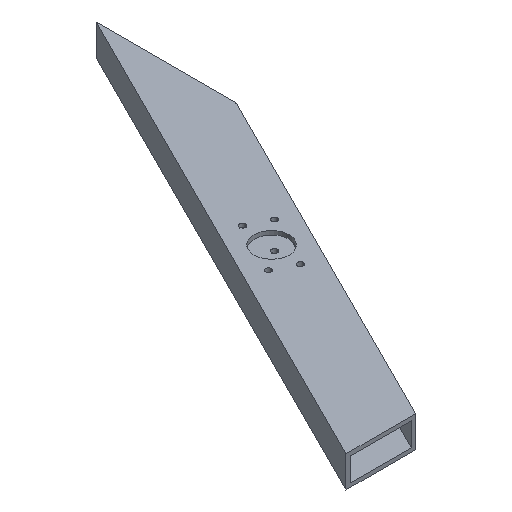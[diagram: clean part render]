
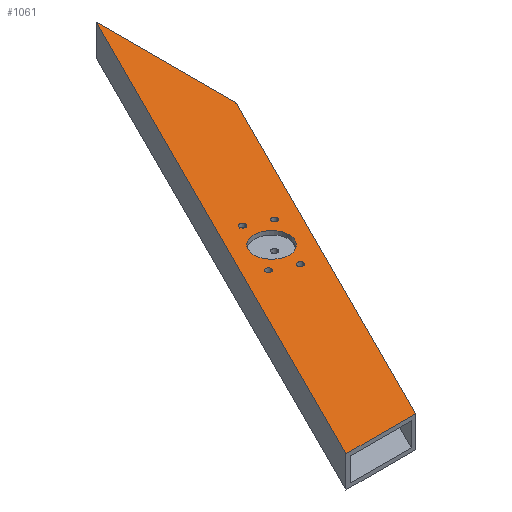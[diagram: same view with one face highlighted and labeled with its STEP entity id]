
A CAD part, isometric view. The second image highlights one B-rep face of the part: STEP entity #1061.
In plain terms, the highlighted planar face has unit normal (0, 0, 1).
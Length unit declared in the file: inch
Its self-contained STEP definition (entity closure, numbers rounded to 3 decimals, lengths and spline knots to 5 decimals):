
#3 = CARTESIAN_POINT ( 'NONE',  ( 2.23607, 0., 1. ) ) ;
#8 = VERTEX_POINT ( 'NONE', #841 ) ;
#23 = CIRCLE ( 'NONE', #87, 0.09375 ) ;
#28 = DIRECTION ( 'NONE',  ( 1., 0., 0. ) ) ;
#49 = DIRECTION ( 'NONE',  ( 0., 0., 1. ) ) ;
#51 = DIRECTION ( 'NONE',  ( 1., 0., 0. ) ) ;
#80 = EDGE_CURVE ( 'NONE', #489, #268, #399, .T. ) ;
#85 = AXIS2_PLACEMENT_3D ( 'NONE', #261, #1001, #28 ) ;
#87 = AXIS2_PLACEMENT_3D ( 'NONE', #394, #109, #202 ) ;
#92 = DIRECTION ( 'NONE',  ( 0., 0., 1. ) ) ;
#101 = AXIS2_PLACEMENT_3D ( 'NONE', #943, #872, #134 ) ;
#109 = DIRECTION ( 'NONE',  ( 0., 0., 1. ) ) ;
#112 = EDGE_CURVE ( 'NONE', #458, #819, #347, .T. ) ;
#115 = PLANE ( 'NONE',  #311 ) ;
#125 = CARTESIAN_POINT ( 'NONE',  ( 0., 0., 1. ) ) ;
#134 = DIRECTION ( 'NONE',  ( 1., 0., 0. ) ) ;
#157 = EDGE_CURVE ( 'NONE', #342, #965, #573, .T. ) ;
#161 = VERTEX_POINT ( 'NONE', #206 ) ;
#170 = EDGE_LOOP ( 'NONE', ( #637, #308 ) ) ;
#181 = CARTESIAN_POINT ( 'NONE',  ( 4.59517, 7.99748, 1. ) ) ;
#191 = DIRECTION ( 'NONE',  ( 0., 0., 1. ) ) ;
#192 = EDGE_LOOP ( 'NONE', ( #395, #752 ) ) ;
#195 = EDGE_LOOP ( 'NONE', ( #849, #988 ) ) ;
#202 = DIRECTION ( 'NONE',  ( 1., 0., 0. ) ) ;
#203 = FACE_BOUND ( 'NONE', #170, .T. ) ;
#206 = CARTESIAN_POINT ( 'NONE',  ( 3.76883, 6.3448, 1. ) ) ;
#211 = EDGE_CURVE ( 'NONE', #672, #588, #381, .T. ) ;
#227 = CARTESIAN_POINT ( 'NONE',  ( 5.18153, 7., 1. ) ) ;
#243 = ORIENTED_EDGE ( 'NONE', *, *, #645, .F. ) ;
#258 = CARTESIAN_POINT ( 'NONE',  ( 4.05453, 7., 1. ) ) ;
#260 = CARTESIAN_POINT ( 'NONE',  ( 5.27974, 7.6552, 1. ) ) ;
#261 = CARTESIAN_POINT ( 'NONE',  ( 3.86258, 6.3448, 1. ) ) ;
#268 = VERTEX_POINT ( 'NONE', #982 ) ;
#269 = VECTOR ( 'NONE', #294, 39.37008 ) ;
#277 = CARTESIAN_POINT ( 'NONE',  ( 8., 11.52786, 1. ) ) ;
#278 = VERTEX_POINT ( 'NONE', #899 ) ;
#282 = FACE_BOUND ( 'NONE', #1053, .T. ) ;
#294 = DIRECTION ( 'NONE',  ( -0.447, -0.894, 0. ) ) ;
#303 = ORIENTED_EDGE ( 'NONE', *, *, #457, .T. ) ;
#308 = ORIENTED_EDGE ( 'NONE', *, *, #464, .F. ) ;
#311 = AXIS2_PLACEMENT_3D ( 'NONE', #634, #791, #51 ) ;
#342 = VERTEX_POINT ( 'NONE', #718 ) ;
#344 = CARTESIAN_POINT ( 'NONE',  ( 2.23607, 0., 1. ) ) ;
#347 = CIRCLE ( 'NONE', #510, 0.09375 ) ;
#356 = DIRECTION ( 'NONE',  ( 0., 0., 1. ) ) ;
#361 = DIRECTION ( 'NONE',  ( 0., 0., 1. ) ) ;
#367 = CARTESIAN_POINT ( 'NONE',  ( 0., 0., 1. ) ) ;
#381 = LINE ( 'NONE', #125, #269 ) ;
#383 = VECTOR ( 'NONE', #470, 39.37008 ) ;
#384 = CARTESIAN_POINT ( 'NONE',  ( 4.61803, 7., 1. ) ) ;
#390 = EDGE_CURVE ( 'NONE', #161, #278, #762, .T. ) ;
#394 = CARTESIAN_POINT ( 'NONE',  ( 4.54714, 6.00252, 1. ) ) ;
#395 = ORIENTED_EDGE ( 'NONE', *, *, #717, .F. ) ;
#399 = CIRCLE ( 'NONE', #997, 0.09375 ) ;
#407 = VERTEX_POINT ( 'NONE', #258 ) ;
#423 = CIRCLE ( 'NONE', #951, 0.09375 ) ;
#433 = CARTESIAN_POINT ( 'NONE',  ( 4.54714, 6.00252, 1. ) ) ;
#445 = DIRECTION ( 'NONE',  ( 1., 0., 0. ) ) ;
#454 = DIRECTION ( 'NONE',  ( 0., 0., 1. ) ) ;
#455 = DIRECTION ( 'NONE',  ( 0.447, 0.894, 0. ) ) ;
#457 = EDGE_CURVE ( 'NONE', #588, #490, #1011, .T. ) ;
#458 = VERTEX_POINT ( 'NONE', #181 ) ;
#460 = FACE_BOUND ( 'NONE', #195, .T. ) ;
#464 = EDGE_CURVE ( 'NONE', #965, #342, #1051, .T. ) ;
#470 = DIRECTION ( 'NONE',  ( 0., 1., 0. ) ) ;
#489 = VERTEX_POINT ( 'NONE', #933 ) ;
#490 = VERTEX_POINT ( 'NONE', #3 ) ;
#494 = CIRCLE ( 'NONE', #628, 0.09375 ) ;
#510 = AXIS2_PLACEMENT_3D ( 'NONE', #690, #92, #1003 ) ;
#528 = CIRCLE ( 'NONE', #578, 0.5635 ) ;
#547 = FACE_BOUND ( 'NONE', #192, .T. ) ;
#565 = EDGE_CURVE ( 'NONE', #8, #672, #692, .T. ) ;
#573 = CIRCLE ( 'NONE', #101, 0.09375 ) ;
#575 = ORIENTED_EDGE ( 'NONE', *, *, #605, .F. ) ;
#578 = AXIS2_PLACEMENT_3D ( 'NONE', #840, #356, #950 ) ;
#587 = ORIENTED_EDGE ( 'NONE', *, *, #565, .T. ) ;
#588 = VERTEX_POINT ( 'NONE', #367 ) ;
#602 = DIRECTION ( 'NONE',  ( 0., 0., 1. ) ) ;
#605 = EDGE_CURVE ( 'NONE', #946, #407, #917, .T. ) ;
#628 = AXIS2_PLACEMENT_3D ( 'NONE', #1036, #49, #445 ) ;
#634 = CARTESIAN_POINT ( 'NONE',  ( 0., 0., 1. ) ) ;
#635 = CARTESIAN_POINT ( 'NONE',  ( 8., 16., 1. ) ) ;
#637 = ORIENTED_EDGE ( 'NONE', *, *, #157, .F. ) ;
#639 = CARTESIAN_POINT ( 'NONE',  ( 4.68892, 7.99748, 1. ) ) ;
#645 = EDGE_CURVE ( 'NONE', #407, #946, #528, .T. ) ;
#657 = VECTOR ( 'NONE', #684, 39.37008 ) ;
#672 = VERTEX_POINT ( 'NONE', #1029 ) ;
#682 = EDGE_CURVE ( 'NONE', #819, #458, #423, .T. ) ;
#684 = DIRECTION ( 'NONE',  ( 1., 0., 0. ) ) ;
#690 = CARTESIAN_POINT ( 'NONE',  ( 4.68892, 7.99748, 1. ) ) ;
#692 = LINE ( 'NONE', #635, #383 ) ;
#717 = EDGE_CURVE ( 'NONE', #268, #489, #23, .T. ) ;
#718 = CARTESIAN_POINT ( 'NONE',  ( 5.46724, 7.6552, 1. ) ) ;
#734 = EDGE_CURVE ( 'NONE', #278, #161, #494, .T. ) ;
#745 = AXIS2_PLACEMENT_3D ( 'NONE', #384, #191, #1037 ) ;
#752 = ORIENTED_EDGE ( 'NONE', *, *, #80, .F. ) ;
#762 = CIRCLE ( 'NONE', #85, 0.09375 ) ;
#768 = EDGE_LOOP ( 'NONE', ( #303, #1000, #587, #855 ) ) ;
#782 = FACE_OUTER_BOUND ( 'NONE', #768, .T. ) ;
#789 = DIRECTION ( 'NONE',  ( 1., 0., 0. ) ) ;
#791 = DIRECTION ( 'NONE',  ( 0., 0., 1. ) ) ;
#800 = FACE_BOUND ( 'NONE', #823, .T. ) ;
#819 = VERTEX_POINT ( 'NONE', #821 ) ;
#821 = CARTESIAN_POINT ( 'NONE',  ( 4.78267, 7.99748, 1. ) ) ;
#823 = EDGE_LOOP ( 'NONE', ( #575, #243 ) ) ;
#840 = CARTESIAN_POINT ( 'NONE',  ( 4.61803, 7., 1. ) ) ;
#841 = CARTESIAN_POINT ( 'NONE',  ( 8., 11.52786, 1. ) ) ;
#847 = DIRECTION ( 'NONE',  ( 1., 0., 0. ) ) ;
#849 = ORIENTED_EDGE ( 'NONE', *, *, #682, .F. ) ;
#855 = ORIENTED_EDGE ( 'NONE', *, *, #211, .T. ) ;
#872 = DIRECTION ( 'NONE',  ( 0., 0., 1. ) ) ;
#885 = VECTOR ( 'NONE', #455, 39.37008 ) ;
#897 = ORIENTED_EDGE ( 'NONE', *, *, #734, .F. ) ;
#899 = CARTESIAN_POINT ( 'NONE',  ( 3.95633, 6.3448, 1. ) ) ;
#901 = AXIS2_PLACEMENT_3D ( 'NONE', #1006, #602, #847 ) ;
#917 = CIRCLE ( 'NONE', #745, 0.5635 ) ;
#924 = DIRECTION ( 'NONE',  ( 1., 0., 0. ) ) ;
#933 = CARTESIAN_POINT ( 'NONE',  ( 4.45339, 6.00252, 1. ) ) ;
#943 = CARTESIAN_POINT ( 'NONE',  ( 5.37349, 7.6552, 1. ) ) ;
#946 = VERTEX_POINT ( 'NONE', #227 ) ;
#950 = DIRECTION ( 'NONE',  ( 1., 0., 0. ) ) ;
#951 = AXIS2_PLACEMENT_3D ( 'NONE', #639, #361, #789 ) ;
#965 = VERTEX_POINT ( 'NONE', #260 ) ;
#968 = EDGE_CURVE ( 'NONE', #490, #8, #1023, .T. ) ;
#982 = CARTESIAN_POINT ( 'NONE',  ( 4.64089, 6.00252, 1. ) ) ;
#988 = ORIENTED_EDGE ( 'NONE', *, *, #112, .F. ) ;
#997 = AXIS2_PLACEMENT_3D ( 'NONE', #433, #454, #924 ) ;
#1000 = ORIENTED_EDGE ( 'NONE', *, *, #968, .T. ) ;
#1001 = DIRECTION ( 'NONE',  ( 0., 0., 1. ) ) ;
#1003 = DIRECTION ( 'NONE',  ( 1., 0., 0. ) ) ;
#1006 = CARTESIAN_POINT ( 'NONE',  ( 5.37349, 7.6552, 1. ) ) ;
#1011 = LINE ( 'NONE', #344, #657 ) ;
#1023 = LINE ( 'NONE', #277, #885 ) ;
#1029 = CARTESIAN_POINT ( 'NONE',  ( 8., 16., 1. ) ) ;
#1032 = ORIENTED_EDGE ( 'NONE', *, *, #390, .F. ) ;
#1036 = CARTESIAN_POINT ( 'NONE',  ( 3.86258, 6.3448, 1. ) ) ;
#1037 = DIRECTION ( 'NONE',  ( 1., 0., 0. ) ) ;
#1051 = CIRCLE ( 'NONE', #901, 0.09375 ) ;
#1053 = EDGE_LOOP ( 'NONE', ( #897, #1032 ) ) ;
#1061 = ADVANCED_FACE ( 'NONE', ( #460, #203, #282, #547, #800, #782 ), #115, .T. ) ;
